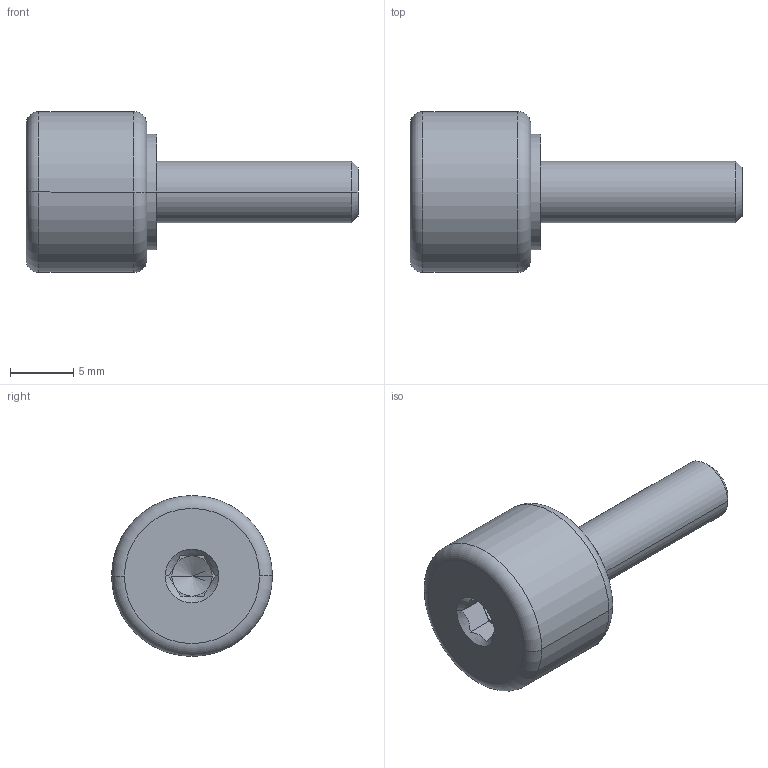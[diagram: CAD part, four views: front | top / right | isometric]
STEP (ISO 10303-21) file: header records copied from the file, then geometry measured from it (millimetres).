
FILE_DESCRIPTION(('starvars output'),'2;1');
FILE_NAME('TIN20257.stp','13:53:22 2014/10/16',( 'Thomas Industrial Network Germany GmbH'),( 'Thomas Industrial Network Germany GmbH'),'unknown preprocess','ACIS' ,'unknown authorization');
FILE_SCHEMA(('AUTOMOTIVE_DESIGN_CC2 {UNKNOWN IMPLEMENTATION LEVEL}'));
Length unit declared in the file: millimetre
Products named in the file (1): PRODUCT_ID_1
Bounding box: 26.19 x 12.7 x 12.7 mm (x, y, z)
Volume: 1361.8 mm3; surface area: 1075.4 mm2
Topology: 1 solids, 1 shells, 45 faces, 106 edges, 63 vertices
Faces by surface type: plane 17, cylinder 14, cone 10, torus 4
Entity records: 1496 total; most frequent: CARTESIAN_POINT 223, ORIENTED_EDGE 204, DIRECTION 135, EDGE_CURVE 102, VERTEX_POINT 63, AXIS2_PLACEMENT_3D 49, EDGE_LOOP 49, FACE_BOUND 49
